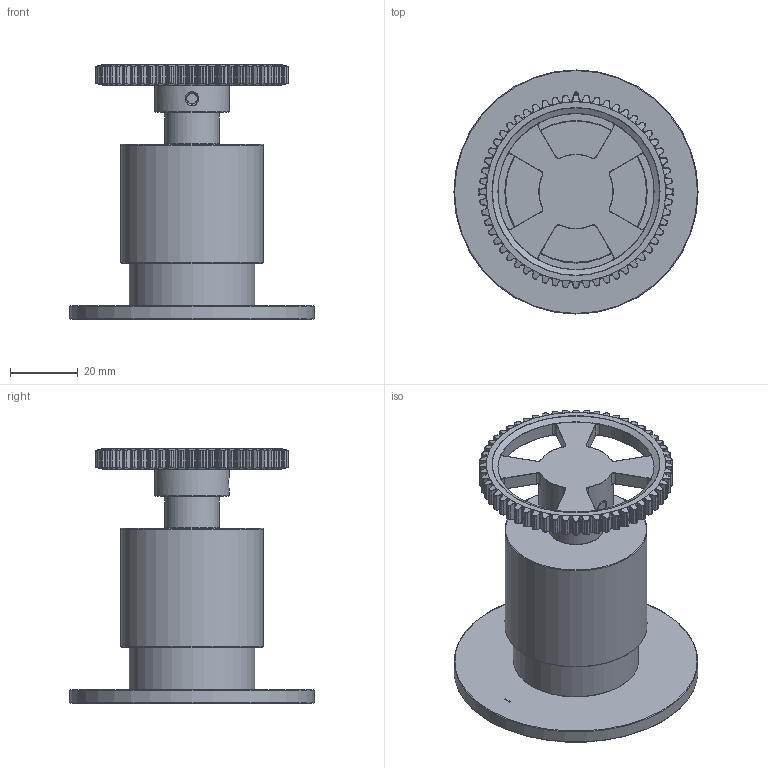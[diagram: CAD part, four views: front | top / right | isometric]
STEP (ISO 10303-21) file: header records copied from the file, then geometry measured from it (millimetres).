
FILE_DESCRIPTION(/* description */ ('Unknown'),/* implementation_level */ '2;1');
FILE_NAME(/* name */ 'CW7080EXT',/* time_stamp */ '2019-12-19T12:53:06+01:00',/* author */ ('Unknown'),/* organization */ ('Unknown'),/* preprocessor_version */ 'ST-DEVELOPER v16.7',/* originating_system */ 'DEX',/* authorisation */ $);
FILE_SCHEMA (('AUTOMOTIVE_DESIGN {1 0 10303 214 3 1 1}'));
Products named in the file (10): CW7080EXT; 073.021.01.10M.70C_17; CW7068-01a; 073.021.01.10M.70C_22; 073.021.01.10M.70C_23; CW003-08; CW008-06; CW008-01; CW7068-02; CW003-06
Assembly tree (9 placements, depth 2):
  CW7080EXT
    073.021.01.10M.70C_17
    CW7068-01a
    073.021.01.10M.70C_22
    073.021.01.10M.70C_23
    CW003-08
    CW008-06
    CW008-01
    CW7068-02
    CW003-06
Bounding box: 72 x 72 x 75.07 mm (x, y, z)
Volume: 44019.7 mm3; surface area: 37107.5 mm2
Topology: 9 solids, 9 shells, 1778 faces, 4253 edges, 2500 vertices
Faces by surface type: bspline 706, cylinder 537, torus 289, plane 218, cone 28
Full cylindrical faces by diameter (mm): 3.242 x1, 4 x2, 4.5 x1, 5 x2, 7.3 x2, 9 x1, 11 x1, 11.3 x1, 11.5 x1, 12 x1, 12.5 x1, 14 x3, 15 x1, 16 x1, 22 x1, 25.5 x1, 31 x2, 32 x1, 35 x1, 37 x1, 38.5 x1, 42 x1, 57 x1, 67 x1, 72 x1
Entity records: 67846 total; most frequent: CARTESIAN_POINT 20978, ORIENTED_EDGE 8292, DIRECTION 6520, EDGE_CURVE 4146, AXIS2_PLACEMENT_3D 2838, VERTEX_POINT 2470, FACE_BOUND 1882, EDGE_LOOP 1880
